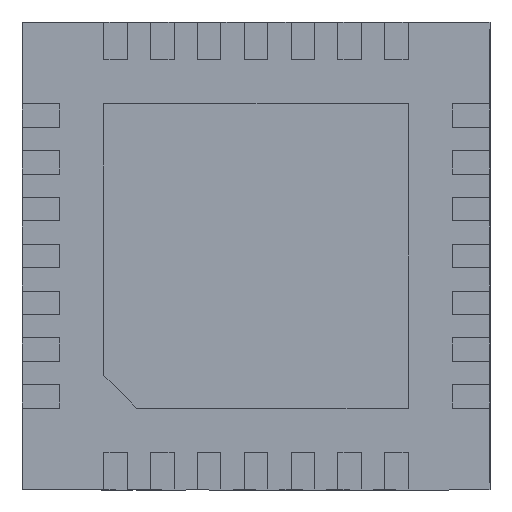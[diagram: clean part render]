
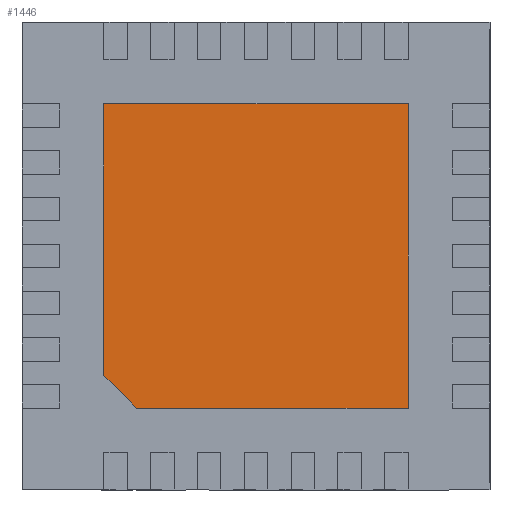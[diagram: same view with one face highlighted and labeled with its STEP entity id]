
A CAD part, front view. The second image highlights one B-rep face of the part: STEP entity #1446.
In plain terms, the highlighted planar face has unit normal (0, -1, 0).
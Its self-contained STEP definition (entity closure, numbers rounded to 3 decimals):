
#141 = VERTEX_POINT ( 'NONE', #720 ) ;
#566 = CARTESIAN_POINT ( 'NONE',  ( -1.625, 0., 1.625 ) ) ;
#599 = VERTEX_POINT ( 'NONE', #3959 ) ;
#720 = CARTESIAN_POINT ( 'NONE',  ( -1.275, 0., -1.625 ) ) ;
#779 = DIRECTION ( 'NONE',  ( -1., 0., 0. ) ) ;
#1204 = EDGE_CURVE ( 'NONE', #7465, #141, #2353, .T. ) ;
#1282 = VECTOR ( 'NONE', #7932, 1000. ) ;
#1368 = EDGE_CURVE ( 'NONE', #141, #599, #1487, .T. ) ;
#1446 = ADVANCED_FACE ( 'NONE', ( #2452 ), #4705, .T. ) ;
#1487 = LINE ( 'NONE', #8890, #8731 ) ;
#1608 = EDGE_CURVE ( 'NONE', #8688, #4180, #4310, .T. ) ;
#1755 = CARTESIAN_POINT ( 'NONE',  ( 1.625, 0., 1.625 ) ) ;
#2353 = LINE ( 'NONE', #5164, #1282 ) ;
#2452 = FACE_OUTER_BOUND ( 'NONE', #3430, .T. ) ;
#2548 = DIRECTION ( 'NONE',  ( 1., 0., 0. ) ) ;
#2610 = DIRECTION ( 'NONE',  ( 0., -1., 0. ) ) ;
#2683 = DIRECTION ( 'NONE',  ( 0., 0., 1. ) ) ;
#2868 = VECTOR ( 'NONE', #779, 1000. ) ;
#2950 = ORIENTED_EDGE ( 'NONE', *, *, #3497, .T. ) ;
#3127 = VECTOR ( 'NONE', #2683, 1000. ) ;
#3224 = CARTESIAN_POINT ( 'NONE',  ( -1.625, 0., -1.275 ) ) ;
#3430 = EDGE_LOOP ( 'NONE', ( #8681, #2950, #5683, #8658, #7041 ) ) ;
#3497 = EDGE_CURVE ( 'NONE', #4180, #7465, #6802, .T. ) ;
#3959 = CARTESIAN_POINT ( 'NONE',  ( 1.625, 0., -1.625 ) ) ;
#4057 = DIRECTION ( 'NONE',  ( 0., 0., -1. ) ) ;
#4180 = VERTEX_POINT ( 'NONE', #7071 ) ;
#4310 = LINE ( 'NONE', #7708, #2868 ) ;
#4705 = PLANE ( 'NONE',  #4994 ) ;
#4721 = CARTESIAN_POINT ( 'NONE',  ( 1.625, 0., -1.625 ) ) ;
#4994 = AXIS2_PLACEMENT_3D ( 'NONE', #6122, #2610, #8147 ) ;
#5156 = EDGE_CURVE ( 'NONE', #599, #8688, #7874, .T. ) ;
#5164 = CARTESIAN_POINT ( 'NONE',  ( -1.625, 0., -1.275 ) ) ;
#5683 = ORIENTED_EDGE ( 'NONE', *, *, #1204, .T. ) ;
#6122 = CARTESIAN_POINT ( 'NONE',  ( 0., 0., 0. ) ) ;
#6802 = LINE ( 'NONE', #566, #8463 ) ;
#7041 = ORIENTED_EDGE ( 'NONE', *, *, #5156, .T. ) ;
#7071 = CARTESIAN_POINT ( 'NONE',  ( -1.625, 0., 1.625 ) ) ;
#7465 = VERTEX_POINT ( 'NONE', #3224 ) ;
#7708 = CARTESIAN_POINT ( 'NONE',  ( 1.625, 0., 1.625 ) ) ;
#7874 = LINE ( 'NONE', #4721, #3127 ) ;
#7932 = DIRECTION ( 'NONE',  ( 0.707, 0., -0.707 ) ) ;
#8147 = DIRECTION ( 'NONE',  ( 0., 0., -1. ) ) ;
#8463 = VECTOR ( 'NONE', #4057, 1000. ) ;
#8658 = ORIENTED_EDGE ( 'NONE', *, *, #1368, .T. ) ;
#8681 = ORIENTED_EDGE ( 'NONE', *, *, #1608, .T. ) ;
#8688 = VERTEX_POINT ( 'NONE', #1755 ) ;
#8731 = VECTOR ( 'NONE', #2548, 1000. ) ;
#8890 = CARTESIAN_POINT ( 'NONE',  ( -1.275, 0., -1.625 ) ) ;
